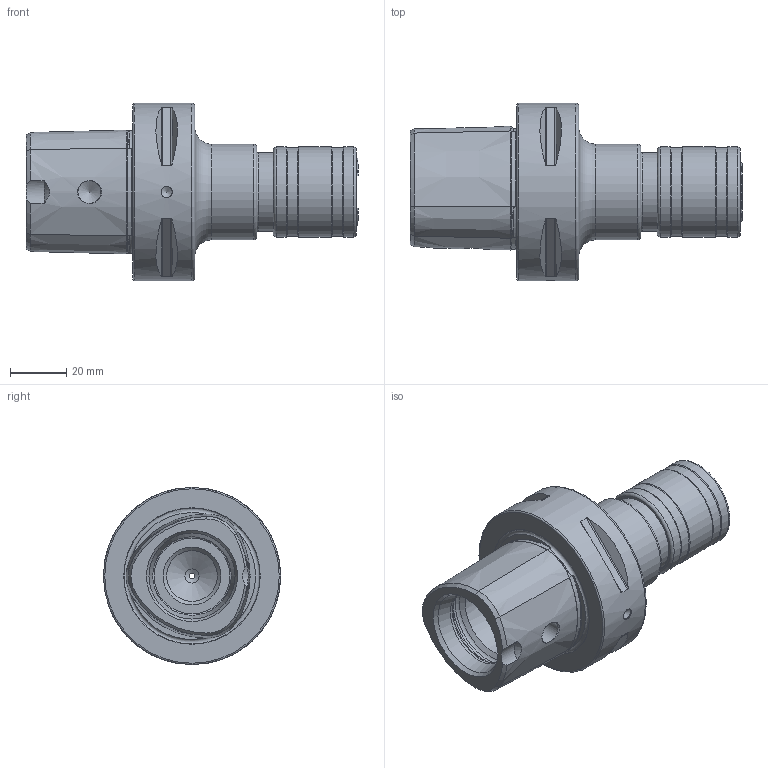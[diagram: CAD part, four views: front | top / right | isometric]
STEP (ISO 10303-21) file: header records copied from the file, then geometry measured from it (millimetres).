
FILE_DESCRIPTION (( 'STEP AP214' ), '1' );
FILE_NAME ('PS6.Go1.K01.080.STEP', '2019-08-12T10:01:43', ( '' ), ( '' ), 'SwSTEP 2.0', 'SolidWorks 2017', '' );
FILE_SCHEMA (( 'AUTOMOTIVE_DESIGN' ));
Length unit declared in the file: millimetre
Products named in the file (10): Einbausatz Go1_gespannt; Hülse Go1; Feder gross Go1_vorgespannt; Boden Go1; Federring aussen Go1_gespannt; PS6.Go1.K01.080; PS6-Go1.K01.080_A_Fertigbearbeitung; Federring innen Go1_gespannt; Feder klein Go1_gespannt; Kugel Go1
Assembly tree (11 placements, depth 3):
  PS6.Go1.K01.080
    PS6-Go1.K01.080_A_Fertigbearbeitung
    Einbausatz Go1_gespannt
      Boden Go1
      Feder gross Go1_vorgespannt
      Feder klein Go1_gespannt
      Federring aussen Go1_gespannt
      Federring innen Go1_gespannt
      Hülse Go1
      Kugel Go1  x3
Bounding box: 118 x 63 x 63 mm (x, y, z)
Volume: 133773.6 mm3; surface area: 36858.1 mm2
Topology: 10 solids, 10 shells, 230 faces, 543 edges, 328 vertices
Faces by surface type: plane 62, cylinder 61, cone 56, torus 42, bspline 6, sphere 3
Full cylindrical faces by diameter (mm): 2 x1, 3.3 x3, 4 x1, 4.6 x3, 5 x1, 8 x1, 8.1 x3, 16.5 x1, 18 x1, 18.95 x2, 19 x2, 19.3 x1, 23.95 x1, 24.7 x1, 25 x2, 25.05 x2, 27.65 x1, 27.85 x1, 28 x2, 28.1 x1, 31.6 x2, 32 x4, 34 x1, 63 x1
Entity records: 11042 total; most frequent: CARTESIAN_POINT 6100, DIRECTION 934, ORIENTED_EDGE 814, AXIS2_PLACEMENT_3D 426, EDGE_CURVE 407, EDGE_LOOP 348, VERTEX_POINT 295, FACE_OUTER_BOUND 295
